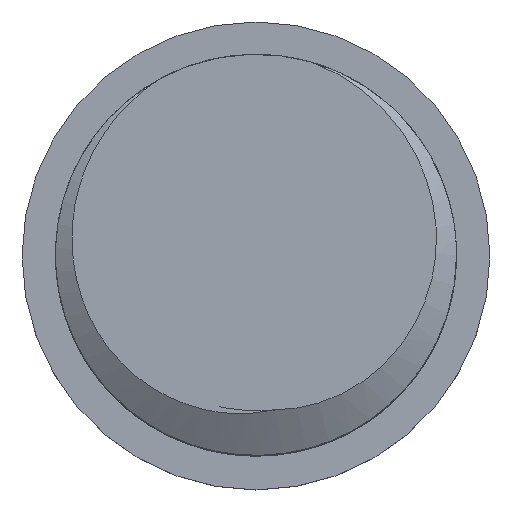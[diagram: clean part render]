
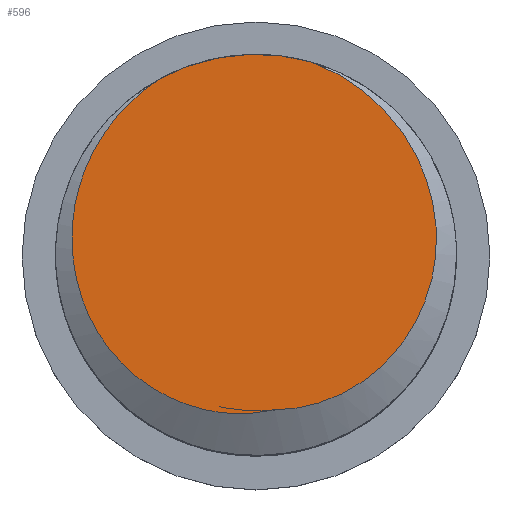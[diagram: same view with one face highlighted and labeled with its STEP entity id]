
A CAD part, top view. The second image highlights one B-rep face of the part: STEP entity #596.
In plain terms, the highlighted planar face has unit normal (0, 0, 1).
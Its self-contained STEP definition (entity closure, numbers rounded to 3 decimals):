
#39=PLANE('',#668);
#82=FACE_OUTER_BOUND('',#123,.T.);
#123=EDGE_LOOP('',(#544,#545,#546));
#124=CIRCLE('',#618,6.);
#160=B_SPLINE_CURVE_WITH_KNOTS('',3,(#2039,#2040,#2041,#2042,#2043,#2044,
#2045,#2046,#2047,#2048,#2049,#2050,#2051,#2052,#2053,#2054,#2055,#2056,
#2057,#2058,#2059,#2060),.UNSPECIFIED.,.F.,.F.,(4,2,2,2,2,2,2,2,2,2,4),
(0.,0.168,0.229,0.308,0.507,
0.694,0.75,0.965,1.197,1.405,
1.716),.UNSPECIFIED.);
#162=B_SPLINE_CURVE_WITH_KNOTS('',3,(#2465,#2466,#2467,#2468,#2469,#2470,
#2471,#2472,#2473,#2474,#2475,#2476,#2477,#2478,#2479,#2480,#2481,#2482,
#2483,#2484),.UNSPECIFIED.,.F.,.F.,(4,2,2,2,2,2,2,2,2,4),(0.,0.159,
0.304,0.521,0.702,0.846,
0.999,1.048,1.101,1.151),
 .UNSPECIFIED.);
#250=VERTEX_POINT('',#822);
#251=VERTEX_POINT('',#839);
#284=VERTEX_POINT('',#1928);
#300=EDGE_CURVE('',#251,#250,#124,.T.);
#347=EDGE_CURVE('',#284,#250,#160,.T.);
#349=EDGE_CURVE('',#251,#284,#162,.T.);
#544=ORIENTED_EDGE('',*,*,#300,.T.);
#545=ORIENTED_EDGE('',*,*,#347,.F.);
#546=ORIENTED_EDGE('',*,*,#349,.F.);
#596=ADVANCED_FACE('',(#82),#39,.T.);
#618=AXIS2_PLACEMENT_3D('',#840,#674,#675);
#668=AXIS2_PLACEMENT_3D('',#2568,#815,#816);
#674=DIRECTION('center_axis',(0.,0.,1.));
#675=DIRECTION('ref_axis',(1.,0.,0.));
#815=DIRECTION('center_axis',(0.,0.,1.));
#816=DIRECTION('ref_axis',(1.,0.,0.));
#822=CARTESIAN_POINT('',(-2.889,5.259,24.8));
#839=CARTESIAN_POINT('',(1.659,5.766,24.8));
#840=CARTESIAN_POINT('Origin',(0.,0.,24.8));
#1928=CARTESIAN_POINT('',(0.571,-4.64,24.8));
#2039=CARTESIAN_POINT('Ctrl Pts',(0.571,-4.64,24.8));
#2040=CARTESIAN_POINT('Ctrl Pts',(0.026,-4.767,
24.8));
#2041=CARTESIAN_POINT('Ctrl Pts',(-0.539,-4.793,
24.8));
#2042=CARTESIAN_POINT('Ctrl Pts',(-1.296,-4.69,24.8));
#2043=CARTESIAN_POINT('Ctrl Pts',(-1.499,-4.648,24.8));
#2044=CARTESIAN_POINT('Ctrl Pts',(-1.944,-4.53,24.8));
#2045=CARTESIAN_POINT('Ctrl Pts',(-2.19,-4.444,24.8));
#2046=CARTESIAN_POINT('Ctrl Pts',(-3.026,-4.078,24.8));
#2047=CARTESIAN_POINT('Ctrl Pts',(-3.568,-3.704,24.8));
#2048=CARTESIAN_POINT('Ctrl Pts',(-4.454,-2.797,24.8));
#2049=CARTESIAN_POINT('Ctrl Pts',(-4.801,-2.284,24.8));
#2050=CARTESIAN_POINT('Ctrl Pts',(-5.121,-1.553,24.8));
#2051=CARTESIAN_POINT('Ctrl Pts',(-5.185,-1.382,24.8));
#2052=CARTESIAN_POINT('Ctrl Pts',(-5.45,-0.554,
24.8));
#2053=CARTESIAN_POINT('Ctrl Pts',(-5.537,0.136,24.8));
#2054=CARTESIAN_POINT('Ctrl Pts',(-5.453,1.567,24.8));
#2055=CARTESIAN_POINT('Ctrl Pts',(-5.262,2.293,24.8));
#2056=CARTESIAN_POINT('Ctrl Pts',(-4.64,3.56,24.8));
#2057=CARTESIAN_POINT('Ctrl Pts',(-4.299,3.984,24.8));
#2058=CARTESIAN_POINT('Ctrl Pts',(-3.719,4.63,24.8));
#2059=CARTESIAN_POINT('Ctrl Pts',(-3.324,4.971,24.8));
#2060=CARTESIAN_POINT('Ctrl Pts',(-2.889,5.259,24.8));
#2465=CARTESIAN_POINT('Ctrl Pts',(1.659,5.766,24.8));
#2466=CARTESIAN_POINT('Ctrl Pts',(2.155,5.583,24.8));
#2467=CARTESIAN_POINT('Ctrl Pts',(2.624,5.332,24.8));
#2468=CARTESIAN_POINT('Ctrl Pts',(3.445,4.734,24.8));
#2469=CARTESIAN_POINT('Ctrl Pts',(3.799,4.4,24.8));
#2470=CARTESIAN_POINT('Ctrl Pts',(4.565,3.467,24.8));
#2471=CARTESIAN_POINT('Ctrl Pts',(4.914,2.828,24.8));
#2472=CARTESIAN_POINT('Ctrl Pts',(5.32,1.565,24.8));
#2473=CARTESIAN_POINT('Ctrl Pts',(5.453,0.847,24.8));
#2474=CARTESIAN_POINT('Ctrl Pts',(5.328,-0.623,24.8));
#2475=CARTESIAN_POINT('Ctrl Pts',(5.151,-1.256,24.8));
#2476=CARTESIAN_POINT('Ctrl Pts',(4.556,-2.462,24.8));
#2477=CARTESIAN_POINT('Ctrl Pts',(4.13,-3.016,24.8));
#2478=CARTESIAN_POINT('Ctrl Pts',(3.442,-3.615,24.8));
#2479=CARTESIAN_POINT('Ctrl Pts',(3.198,-3.809,24.8));
#2480=CARTESIAN_POINT('Ctrl Pts',(2.514,-4.208,24.8));
#2481=CARTESIAN_POINT('Ctrl Pts',(2.13,-4.368,24.8));
#2482=CARTESIAN_POINT('Ctrl Pts',(1.353,-4.579,24.8));
#2483=CARTESIAN_POINT('Ctrl Pts',(0.963,-4.634,24.8));
#2484=CARTESIAN_POINT('Ctrl Pts',(0.571,-4.64,24.8));
#2568=CARTESIAN_POINT('Origin',(0.,0.,24.8));
